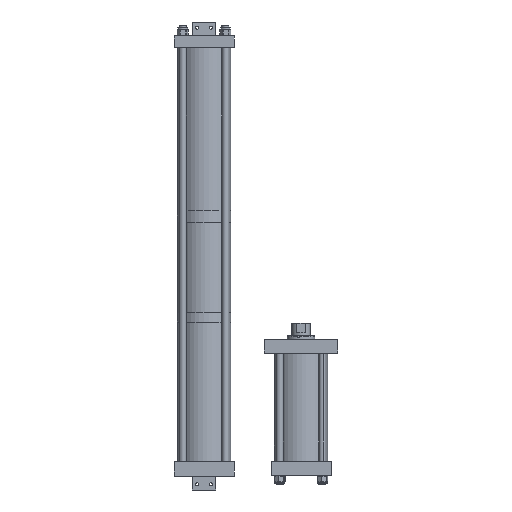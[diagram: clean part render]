
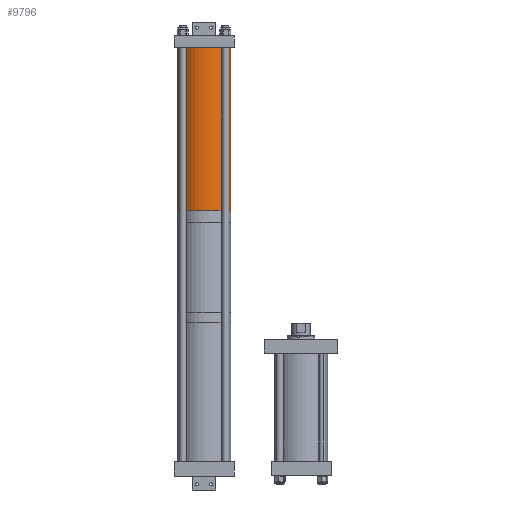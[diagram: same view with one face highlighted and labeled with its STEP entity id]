
A CAD part, front view. The second image highlights one B-rep face of the part: STEP entity #9796.
In plain terms, the highlighted cylindrical face has radius 73.025 mm (diameter 146.05 mm), a partial arc.
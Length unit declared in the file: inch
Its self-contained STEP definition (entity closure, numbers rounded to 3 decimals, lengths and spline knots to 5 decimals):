
#211 = CARTESIAN_POINT ( 'NONE',  ( 0., 0., 0. ) ) ;
#1168 = CYLINDRICAL_SURFACE ( 'NONE', #8822, 2.875 ) ;
#2143 = EDGE_CURVE ( 'NONE', #8119, #12591, #11806, .T. ) ;
#2196 = VECTOR ( 'NONE', #13633, 39.37008 ) ;
#2658 = CARTESIAN_POINT ( 'NONE',  ( 0., 0., 17.688 ) ) ;
#2789 = AXIS2_PLACEMENT_3D ( 'NONE', #11490, #12711, #13875 ) ;
#2811 = CIRCLE ( 'NONE', #2789, 2.875 ) ;
#2872 = FACE_OUTER_BOUND ( 'NONE', #5710, .T. ) ;
#2940 = CARTESIAN_POINT ( 'NONE',  ( -2.875, 0., 17.688 ) ) ;
#3414 = CARTESIAN_POINT ( 'NONE',  ( -2.875, 0., 0. ) ) ;
#3510 = LINE ( 'NONE', #2940, #2196 ) ;
#3735 = VERTEX_POINT ( 'NONE', #8532 ) ;
#4216 = EDGE_CURVE ( 'NONE', #14901, #12591, #11741, .T. ) ;
#4629 = CARTESIAN_POINT ( 'NONE',  ( 2.875, 0., 17.688 ) ) ;
#4874 = EDGE_CURVE ( 'NONE', #3735, #14901, #2811, .T. ) ;
#5029 = DIRECTION ( 'NONE',  ( 0., 0., -1. ) ) ;
#5413 = CARTESIAN_POINT ( 'NONE',  ( 2.875, 0., 0. ) ) ;
#5710 = EDGE_LOOP ( 'NONE', ( #10583, #8449, #7124, #10052 ) ) ;
#7124 = ORIENTED_EDGE ( 'NONE', *, *, #14603, .T. ) ;
#7375 = VECTOR ( 'NONE', #11966, 39.37008 ) ;
#7881 = CARTESIAN_POINT ( 'NONE',  ( 2.875, 0., 17.688 ) ) ;
#8119 = VERTEX_POINT ( 'NONE', #3414 ) ;
#8449 = ORIENTED_EDGE ( 'NONE', *, *, #4874, .F. ) ;
#8532 = CARTESIAN_POINT ( 'NONE',  ( -2.875, 0., 17.688 ) ) ;
#8643 = AXIS2_PLACEMENT_3D ( 'NONE', #211, #9921, #13611 ) ;
#8822 = AXIS2_PLACEMENT_3D ( 'NONE', #2658, #5029, #14622 ) ;
#9796 = ADVANCED_FACE ( 'NONE', ( #2872 ), #1168, .T. ) ;
#9921 = DIRECTION ( 'NONE',  ( 0., 0., 1. ) ) ;
#10052 = ORIENTED_EDGE ( 'NONE', *, *, #2143, .T. ) ;
#10583 = ORIENTED_EDGE ( 'NONE', *, *, #4216, .F. ) ;
#11490 = CARTESIAN_POINT ( 'NONE',  ( 0., 0., 17.688 ) ) ;
#11741 = LINE ( 'NONE', #4629, #7375 ) ;
#11806 = CIRCLE ( 'NONE', #8643, 2.875 ) ;
#11966 = DIRECTION ( 'NONE',  ( 0., 0., -1. ) ) ;
#12591 = VERTEX_POINT ( 'NONE', #5413 ) ;
#12711 = DIRECTION ( 'NONE',  ( 0., 0., 1. ) ) ;
#13611 = DIRECTION ( 'NONE',  ( 1., 0., 0. ) ) ;
#13633 = DIRECTION ( 'NONE',  ( 0., 0., -1. ) ) ;
#13875 = DIRECTION ( 'NONE',  ( 1., 0., 0. ) ) ;
#14603 = EDGE_CURVE ( 'NONE', #3735, #8119, #3510, .T. ) ;
#14622 = DIRECTION ( 'NONE',  ( -1., 0., 0. ) ) ;
#14901 = VERTEX_POINT ( 'NONE', #7881 ) ;
